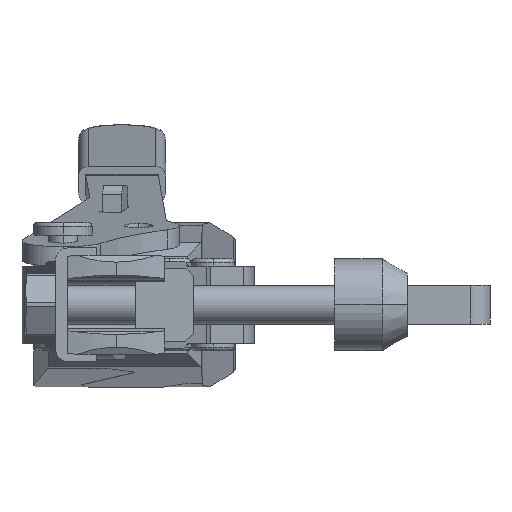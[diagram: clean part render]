
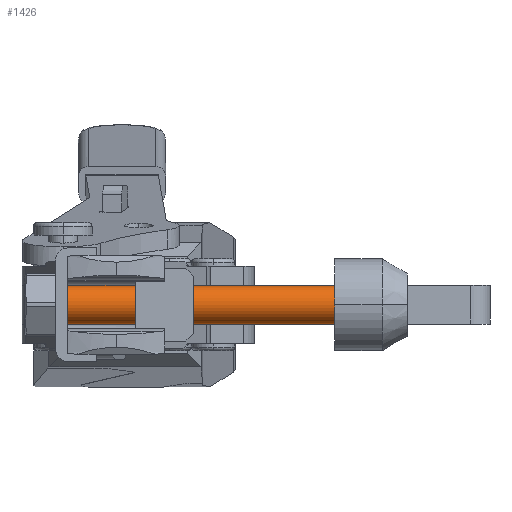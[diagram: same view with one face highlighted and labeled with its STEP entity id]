
A CAD part, left-side view. The second image highlights one B-rep face of the part: STEP entity #1426.
In plain terms, the highlighted cylindrical face has radius 4 mm (diameter 8 mm), a partial arc.
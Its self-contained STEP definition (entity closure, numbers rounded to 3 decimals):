
#489 = CARTESIAN_POINT ( 'NONE',  ( 0., 13., 4. ) ) ;
#807 = DIRECTION ( 'NONE',  ( 0., 1., 0. ) ) ;
#900 = LINE ( 'NONE', #11474, #5290 ) ;
#1212 = AXIS2_PLACEMENT_3D ( 'NONE', #6569, #12521, #10435 ) ;
#1242 = VERTEX_POINT ( 'NONE', #11762 ) ;
#1426 = ADVANCED_FACE ( 'NONE', ( #3792 ), #11502, .T. ) ;
#1440 = AXIS2_PLACEMENT_3D ( 'NONE', #6694, #807, #5633 ) ;
#1665 = CIRCLE ( 'NONE', #11344, 4. ) ;
#2058 = CARTESIAN_POINT ( 'NONE',  ( 0., 77.233, 0. ) ) ;
#2857 = EDGE_CURVE ( 'NONE', #10028, #9694, #8527, .T. ) ;
#2861 = DIRECTION ( 'NONE',  ( 0., -1., 0. ) ) ;
#3792 = FACE_OUTER_BOUND ( 'NONE', #9336, .T. ) ;
#5279 = CARTESIAN_POINT ( 'NONE',  ( 0., 77.233, 4. ) ) ;
#5290 = VECTOR ( 'NONE', #7676, 1000. ) ;
#5542 = ORIENTED_EDGE ( 'NONE', *, *, #8328, .F. ) ;
#5633 = DIRECTION ( 'NONE',  ( 0., 0., -1. ) ) ;
#6288 = ORIENTED_EDGE ( 'NONE', *, *, #8719, .T. ) ;
#6569 = CARTESIAN_POINT ( 'NONE',  ( 0., 13., 0. ) ) ;
#6694 = CARTESIAN_POINT ( 'NONE',  ( 0., 7.7, 0. ) ) ;
#6711 = DIRECTION ( 'NONE',  ( 0., 0., -1. ) ) ;
#7053 = EDGE_CURVE ( 'NONE', #10028, #12186, #9299, .T. ) ;
#7572 = DIRECTION ( 'NONE',  ( 0., 1., 0. ) ) ;
#7676 = DIRECTION ( 'NONE',  ( 0., 1., 0. ) ) ;
#7943 = CARTESIAN_POINT ( 'NONE',  ( 0., 13., -4. ) ) ;
#7988 = ORIENTED_EDGE ( 'NONE', *, *, #2857, .T. ) ;
#8328 = EDGE_CURVE ( 'NONE', #12186, #1242, #900, .T. ) ;
#8527 = LINE ( 'NONE', #12391, #12229 ) ;
#8719 = EDGE_CURVE ( 'NONE', #9694, #1242, #1665, .T. ) ;
#9299 = CIRCLE ( 'NONE', #1212, 4. ) ;
#9336 = EDGE_LOOP ( 'NONE', ( #11585, #7988, #6288, #5542 ) ) ;
#9694 = VERTEX_POINT ( 'NONE', #5279 ) ;
#10028 = VERTEX_POINT ( 'NONE', #489 ) ;
#10435 = DIRECTION ( 'NONE',  ( 0., 0., -1. ) ) ;
#11344 = AXIS2_PLACEMENT_3D ( 'NONE', #2058, #2861, #6711 ) ;
#11474 = CARTESIAN_POINT ( 'NONE',  ( 0., 7.7, -4. ) ) ;
#11502 = CYLINDRICAL_SURFACE ( 'NONE', #1440, 4. ) ;
#11585 = ORIENTED_EDGE ( 'NONE', *, *, #7053, .F. ) ;
#11762 = CARTESIAN_POINT ( 'NONE',  ( 0., 77.233, -4. ) ) ;
#12186 = VERTEX_POINT ( 'NONE', #7943 ) ;
#12229 = VECTOR ( 'NONE', #7572, 1000. ) ;
#12391 = CARTESIAN_POINT ( 'NONE',  ( 0., 7.7, 4. ) ) ;
#12521 = DIRECTION ( 'NONE',  ( 0., -1., 0. ) ) ;
